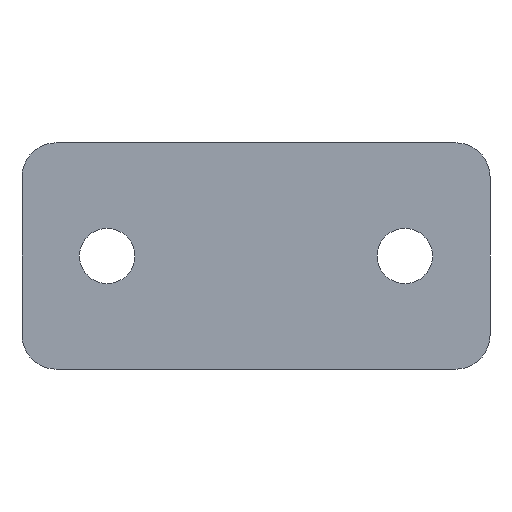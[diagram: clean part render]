
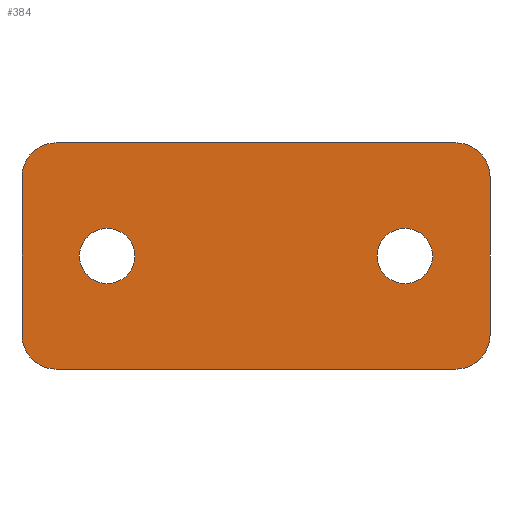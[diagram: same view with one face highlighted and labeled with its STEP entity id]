
A CAD part, front view. The second image highlights one B-rep face of the part: STEP entity #384.
In plain terms, the highlighted planar face has unit normal (0, -1, 0).
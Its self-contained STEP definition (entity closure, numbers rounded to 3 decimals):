
#7 = DIRECTION ( 'NONE',  ( 0., -1., 0. ) ) ;
#13 = EDGE_CURVE ( 'NONE', #622, #565, #464, .T. ) ;
#16 = FACE_BOUND ( 'NONE', #610, .T. ) ;
#17 = DIRECTION ( 'NONE',  ( 0., 0., 1. ) ) ;
#23 = ORIENTED_EDGE ( 'NONE', *, *, #619, .F. ) ;
#33 = VECTOR ( 'NONE', #482, 1000. ) ;
#35 = VERTEX_POINT ( 'NONE', #268 ) ;
#46 = EDGE_CURVE ( 'NONE', #205, #219, #762, .T. ) ;
#47 = CARTESIAN_POINT ( 'NONE',  ( 17.5, 0., 0. ) ) ;
#49 = DIRECTION ( 'NONE',  ( 0., 0., -1. ) ) ;
#53 = DIRECTION ( 'NONE',  ( 0., -1., 0. ) ) ;
#56 = VERTEX_POINT ( 'NONE', #913 ) ;
#57 = CARTESIAN_POINT ( 'NONE',  ( -17.5, 0., 0. ) ) ;
#58 = AXIS2_PLACEMENT_3D ( 'NONE', #57, #349, #843 ) ;
#67 = DIRECTION ( 'NONE',  ( 0., 0., 1. ) ) ;
#81 = DIRECTION ( 'NONE',  ( 0., 0., -1. ) ) ;
#85 = CARTESIAN_POINT ( 'NONE',  ( 17.5, 0., 3.25 ) ) ;
#93 = EDGE_LOOP ( 'NONE', ( #786, #509 ) ) ;
#102 = ORIENTED_EDGE ( 'NONE', *, *, #13, .T. ) ;
#107 = ORIENTED_EDGE ( 'NONE', *, *, #380, .F. ) ;
#111 = CARTESIAN_POINT ( 'NONE',  ( 0., 0., 0. ) ) ;
#117 = VERTEX_POINT ( 'NONE', #793 ) ;
#143 = CARTESIAN_POINT ( 'NONE',  ( -27.5, 0., -9.3 ) ) ;
#149 = ORIENTED_EDGE ( 'NONE', *, *, #169, .T. ) ;
#169 = EDGE_CURVE ( 'NONE', #677, #117, #620, .T. ) ;
#187 = DIRECTION ( 'NONE',  ( 0., 0., 1. ) ) ;
#188 = AXIS2_PLACEMENT_3D ( 'NONE', #111, #546, #187 ) ;
#202 = EDGE_CURVE ( 'NONE', #219, #205, #573, .T. ) ;
#205 = VERTEX_POINT ( 'NONE', #865 ) ;
#207 = AXIS2_PLACEMENT_3D ( 'NONE', #787, #434, #67 ) ;
#216 = VECTOR ( 'NONE', #722, 1000. ) ;
#219 = VERTEX_POINT ( 'NONE', #85 ) ;
#223 = AXIS2_PLACEMENT_3D ( 'NONE', #712, #783, #81 ) ;
#224 = FACE_OUTER_BOUND ( 'NONE', #355, .T. ) ;
#225 = ORIENTED_EDGE ( 'NONE', *, *, #290, .T. ) ;
#232 = LINE ( 'NONE', #919, #785 ) ;
#238 = CARTESIAN_POINT ( 'NONE',  ( -27.5, 0., 9.3 ) ) ;
#261 = VERTEX_POINT ( 'NONE', #878 ) ;
#264 = DIRECTION ( 'NONE',  ( 0., 0., 1. ) ) ;
#268 = CARTESIAN_POINT ( 'NONE',  ( 27.5, 0., 9.3 ) ) ;
#290 = EDGE_CURVE ( 'NONE', #35, #798, #664, .T. ) ;
#304 = VECTOR ( 'NONE', #264, 1000. ) ;
#339 = DIRECTION ( 'NONE',  ( 0., 1., 0. ) ) ;
#340 = CIRCLE ( 'NONE', #58, 3.25 ) ;
#346 = CARTESIAN_POINT ( 'NONE',  ( -23.5, 0., -9.3 ) ) ;
#349 = DIRECTION ( 'NONE',  ( 0., 1., 0. ) ) ;
#355 = EDGE_LOOP ( 'NONE', ( #107, #598, #402, #102, #23, #149, #875, #225 ) ) ;
#357 = VERTEX_POINT ( 'NONE', #238 ) ;
#380 = EDGE_CURVE ( 'NONE', #608, #798, #398, .T. ) ;
#384 = ADVANCED_FACE ( 'NONE', ( #224, #775, #16 ), #680, .F. ) ;
#395 = EDGE_CURVE ( 'NONE', #622, #357, #606, .T. ) ;
#398 = LINE ( 'NONE', #888, #33 ) ;
#402 = ORIENTED_EDGE ( 'NONE', *, *, #395, .F. ) ;
#414 = DIRECTION ( 'NONE',  ( 0., 0., -1. ) ) ;
#425 = CARTESIAN_POINT ( 'NONE',  ( -23.5, 0., -13.3 ) ) ;
#434 = DIRECTION ( 'NONE',  ( 0., -1., 0. ) ) ;
#464 = CIRCLE ( 'NONE', #844, 4. ) ;
#465 = CIRCLE ( 'NONE', #207, 4. ) ;
#482 = DIRECTION ( 'NONE',  ( 1., 0., 0. ) ) ;
#501 = CARTESIAN_POINT ( 'NONE',  ( -17.5, 0., 0. ) ) ;
#505 = LINE ( 'NONE', #856, #216 ) ;
#509 = ORIENTED_EDGE ( 'NONE', *, *, #581, .T. ) ;
#513 = CARTESIAN_POINT ( 'NONE',  ( 23.5, 0., -9.3 ) ) ;
#516 = EDGE_CURVE ( 'NONE', #35, #117, #232, .T. ) ;
#535 = DIRECTION ( 'NONE',  ( 0., -1., 0. ) ) ;
#546 = DIRECTION ( 'NONE',  ( 0., 1., 0. ) ) ;
#565 = VERTEX_POINT ( 'NONE', #425 ) ;
#569 = DIRECTION ( 'NONE',  ( 0., 0., 1. ) ) ;
#573 = CIRCLE ( 'NONE', #223, 3.25 ) ;
#581 = EDGE_CURVE ( 'NONE', #261, #56, #340, .T. ) ;
#588 = ORIENTED_EDGE ( 'NONE', *, *, #46, .T. ) ;
#593 = CARTESIAN_POINT ( 'NONE',  ( 23.5, 0., -13.3 ) ) ;
#598 = ORIENTED_EDGE ( 'NONE', *, *, #614, .T. ) ;
#606 = LINE ( 'NONE', #683, #304 ) ;
#608 = VERTEX_POINT ( 'NONE', #939 ) ;
#610 = EDGE_LOOP ( 'NONE', ( #588, #936 ) ) ;
#614 = EDGE_CURVE ( 'NONE', #608, #357, #465, .T. ) ;
#619 = EDGE_CURVE ( 'NONE', #677, #565, #505, .T. ) ;
#620 = CIRCLE ( 'NONE', #788, 4. ) ;
#622 = VERTEX_POINT ( 'NONE', #143 ) ;
#627 = EDGE_CURVE ( 'NONE', #56, #261, #837, .T. ) ;
#628 = DIRECTION ( 'NONE',  ( 0., 0., 1. ) ) ;
#658 = CARTESIAN_POINT ( 'NONE',  ( 23.5, 0., 13.3 ) ) ;
#664 = CIRCLE ( 'NONE', #847, 4. ) ;
#667 = CARTESIAN_POINT ( 'NONE',  ( 23.5, 0., 9.3 ) ) ;
#677 = VERTEX_POINT ( 'NONE', #593 ) ;
#680 = PLANE ( 'NONE',  #188 ) ;
#683 = CARTESIAN_POINT ( 'NONE',  ( -27.5, 0., -13.3 ) ) ;
#712 = CARTESIAN_POINT ( 'NONE',  ( 17.5, 0., 0. ) ) ;
#715 = DIRECTION ( 'NONE',  ( 0., 0., 1. ) ) ;
#722 = DIRECTION ( 'NONE',  ( -1., 0., 0. ) ) ;
#736 = AXIS2_PLACEMENT_3D ( 'NONE', #47, #339, #414 ) ;
#762 = CIRCLE ( 'NONE', #736, 3.25 ) ;
#775 = FACE_BOUND ( 'NONE', #93, .T. ) ;
#783 = DIRECTION ( 'NONE',  ( 0., 1., 0. ) ) ;
#785 = VECTOR ( 'NONE', #49, 1000. ) ;
#786 = ORIENTED_EDGE ( 'NONE', *, *, #627, .T. ) ;
#787 = CARTESIAN_POINT ( 'NONE',  ( -23.5, 0., 9.3 ) ) ;
#788 = AXIS2_PLACEMENT_3D ( 'NONE', #513, #7, #569 ) ;
#793 = CARTESIAN_POINT ( 'NONE',  ( 27.5, 0., -9.3 ) ) ;
#798 = VERTEX_POINT ( 'NONE', #658 ) ;
#837 = CIRCLE ( 'NONE', #929, 3.25 ) ;
#843 = DIRECTION ( 'NONE',  ( 0., 0., 1. ) ) ;
#844 = AXIS2_PLACEMENT_3D ( 'NONE', #346, #53, #628 ) ;
#847 = AXIS2_PLACEMENT_3D ( 'NONE', #667, #535, #17 ) ;
#856 = CARTESIAN_POINT ( 'NONE',  ( -27.5, 0., -13.3 ) ) ;
#865 = CARTESIAN_POINT ( 'NONE',  ( 17.5, 0., -3.25 ) ) ;
#875 = ORIENTED_EDGE ( 'NONE', *, *, #516, .F. ) ;
#878 = CARTESIAN_POINT ( 'NONE',  ( -17.5, 0., 3.25 ) ) ;
#888 = CARTESIAN_POINT ( 'NONE',  ( -27.5, 0., 13.3 ) ) ;
#913 = CARTESIAN_POINT ( 'NONE',  ( -17.5, 0., -3.25 ) ) ;
#919 = CARTESIAN_POINT ( 'NONE',  ( 27.5, 0., -13.3 ) ) ;
#929 = AXIS2_PLACEMENT_3D ( 'NONE', #501, #930, #715 ) ;
#930 = DIRECTION ( 'NONE',  ( 0., 1., 0. ) ) ;
#936 = ORIENTED_EDGE ( 'NONE', *, *, #202, .T. ) ;
#939 = CARTESIAN_POINT ( 'NONE',  ( -23.5, 0., 13.3 ) ) ;
